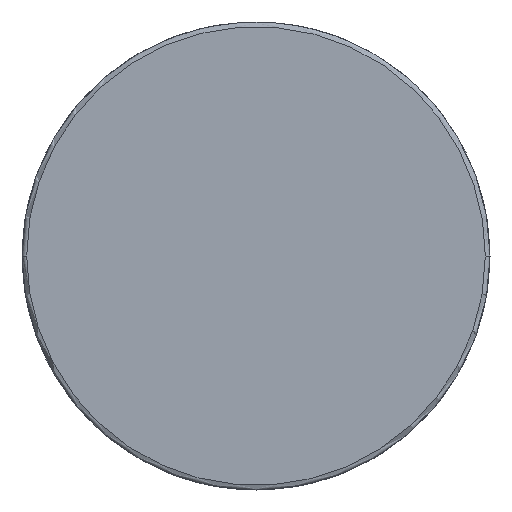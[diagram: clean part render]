
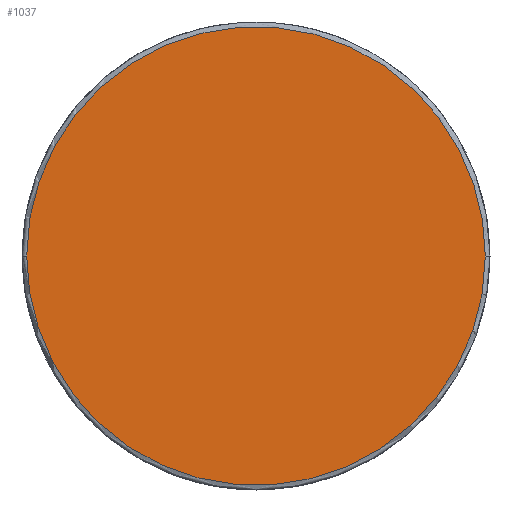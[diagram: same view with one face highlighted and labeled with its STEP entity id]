
A CAD part, front view. The second image highlights one B-rep face of the part: STEP entity #1037.
In plain terms, the highlighted planar face has unit normal (0, -1, 0).
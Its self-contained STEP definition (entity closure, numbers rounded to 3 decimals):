
#36 = CARTESIAN_POINT ( 'NONE',  ( 20.828, -247.3, 97.368 ) ) ;
#54 = CARTESIAN_POINT ( 'NONE',  ( 72.761, -247.3, 73.832 ) ) ;
#60 = CARTESIAN_POINT ( 'NONE',  ( 93.048, -247.3, 49.113 ) ) ;
#87 = B_SPLINE_CURVE_WITH_KNOTS ( 'NONE', 3,
 ( #577, #1908, #1321, #1442, #110, #1621, #1153, #561, #1297, #725, #1602, #130, #1157, #140, #716, #1301, #572, #274, #1626, #437, #718, #843, #1609, #265, #1767, #864, #1919, #853, #1146, #1015, #1893, #1747, #1756, #591 ),
 .UNSPECIFIED., .F., .F.,
 ( 4, 2, 2, 2, 2, 2, 2, 2, 2, 2, 2, 2, 2, 2, 2, 2, 4 ),
 ( 0., 0.031, 0.063, 0.094, 0.125, 0.156, 0.188, 0.219, 0.25, 0.281, 0.313, 0.344, 0.375, 0.406, 0.438, 0.469, 0.5 ),
 .UNSPECIFIED. ) ;
#110 = CARTESIAN_POINT ( 'NONE',  ( 100.995, -247.3, -31.577 ) ) ;
#130 = CARTESIAN_POINT ( 'NONE',  ( 57.113, -247.3, -85.048 ) ) ;
#132 = CARTESIAN_POINT ( 'NONE',  ( -23.577, -247.3, 92.995 ) ) ;
#140 = CARTESIAN_POINT ( 'NONE',  ( 39.577, -247.3, -92.995 ) ) ;
#204 = VERTEX_POINT ( 'NONE', #938 ) ;
#214 = CARTESIAN_POINT ( 'NONE',  ( -89.368, -247.3, 12.828 ) ) ;
#265 = CARTESIAN_POINT ( 'NONE',  ( -51.779, -247.3, -77.921 ) ) ;
#274 = CARTESIAN_POINT ( 'NONE',  ( 1.586, -247.3, -98. ) ) ;
#284 = AXIS2_PLACEMENT_3D ( 'NONE', #1507, #1104, #1706 ) ;
#303 = ORIENTED_EDGE ( 'NONE', *, *, #710, .F. ) ;
#329 = CARTESIAN_POINT ( 'NONE',  ( -17.41, -247.3, 94.866 ) ) ;
#350 = CARTESIAN_POINT ( 'NONE',  ( -90., -247.3, 0. ) ) ;
#423 = CARTESIAN_POINT ( 'NONE',  ( 100.995, -247.3, 31.577 ) ) ;
#437 = CARTESIAN_POINT ( 'NONE',  ( -17.41, -247.3, -94.866 ) ) ;
#484 = CARTESIAN_POINT ( 'NONE',  ( 1.586, -247.3, 98. ) ) ;
#525 = B_SPLINE_CURVE_WITH_KNOTS ( 'NONE', 3,
 ( #350, #646, #214, #1110, #807, #1558, #1536, #1681, #779, #653, #1567, #1901, #1148, #132, #329, #926, #484, #770, #36, #1220, #764, #1062, #1472, #1198, #54, #1401, #1617, #60, #678, #423, #1163, #992, #1337, #1008 ),
 .UNSPECIFIED., .F., .F.,
 ( 4, 2, 2, 2, 2, 2, 2, 2, 2, 2, 2, 2, 2, 2, 2, 2, 4 ),
 ( 0.5, 0.531, 0.563, 0.594, 0.625, 0.656, 0.688, 0.719, 0.75, 0.781, 0.813, 0.844, 0.875, 0.906, 0.938, 0.969, 1. ),
 .UNSPECIFIED. ) ;
#561 = CARTESIAN_POINT ( 'NONE',  ( 85.921, -247.3, -59.779 ) ) ;
#572 = CARTESIAN_POINT ( 'NONE',  ( 14.414, -247.3, -98. ) ) ;
#577 = CARTESIAN_POINT ( 'NONE',  ( 106., -247.3, 0. ) ) ;
#591 = CARTESIAN_POINT ( 'NONE',  ( -90., -247.3, 0. ) ) ;
#646 = CARTESIAN_POINT ( 'NONE',  ( -90., -247.3, 6.414 ) ) ;
#648 = ORIENTED_EDGE ( 'NONE', *, *, #1245, .F. ) ;
#653 = CARTESIAN_POINT ( 'NONE',  ( -56.761, -247.3, 73.832 ) ) ;
#678 = CARTESIAN_POINT ( 'NONE',  ( 96.086, -247.3, 43.429 ) ) ;
#710 = EDGE_CURVE ( 'NONE', #762, #204, #87, .T. ) ;
#716 = CARTESIAN_POINT ( 'NONE',  ( 33.41, -247.3, -94.866 ) ) ;
#718 = CARTESIAN_POINT ( 'NONE',  ( -23.577, -247.3, -92.995 ) ) ;
#725 = CARTESIAN_POINT ( 'NONE',  ( 72.761, -247.3, -73.832 ) ) ;
#748 = CARTESIAN_POINT ( 'NONE',  ( 106., -247.3, 0. ) ) ;
#762 = VERTEX_POINT ( 'NONE', #748 ) ;
#764 = CARTESIAN_POINT ( 'NONE',  ( 39.577, -247.3, 92.995 ) ) ;
#770 = CARTESIAN_POINT ( 'NONE',  ( 14.414, -247.3, 98. ) ) ;
#779 = CARTESIAN_POINT ( 'NONE',  ( -65.832, -247.3, 64.761 ) ) ;
#807 = CARTESIAN_POINT ( 'NONE',  ( -84.995, -247.3, 31.577 ) ) ;
#843 = CARTESIAN_POINT ( 'NONE',  ( -35.429, -247.3, -88.086 ) ) ;
#853 = CARTESIAN_POINT ( 'NONE',  ( -77.048, -247.3, -49.113 ) ) ;
#864 = CARTESIAN_POINT ( 'NONE',  ( -65.832, -247.3, -64.761 ) ) ;
#926 = CARTESIAN_POINT ( 'NONE',  ( -4.828, -247.3, 97.368 ) ) ;
#938 = CARTESIAN_POINT ( 'NONE',  ( -90., -247.3, 0. ) ) ;
#992 = CARTESIAN_POINT ( 'NONE',  ( 105.368, -247.3, 12.828 ) ) ;
#1008 = CARTESIAN_POINT ( 'NONE',  ( 106., -247.3, 0. ) ) ;
#1015 = CARTESIAN_POINT ( 'NONE',  ( -84.995, -247.3, -31.577 ) ) ;
#1037 = ADVANCED_FACE ( 'NONE', ( #1539 ), #1189, .F. ) ;
#1062 = CARTESIAN_POINT ( 'NONE',  ( 51.429, -247.3, 88.086 ) ) ;
#1104 = DIRECTION ( 'NONE',  ( 0., 1., 0. ) ) ;
#1110 = CARTESIAN_POINT ( 'NONE',  ( -86.866, -247.3, 25.41 ) ) ;
#1116 = EDGE_LOOP ( 'NONE', ( #303, #648 ) ) ;
#1146 = CARTESIAN_POINT ( 'NONE',  ( -80.086, -247.3, -43.429 ) ) ;
#1148 = CARTESIAN_POINT ( 'NONE',  ( -35.429, -247.3, 88.086 ) ) ;
#1153 = CARTESIAN_POINT ( 'NONE',  ( 93.048, -247.3, -49.113 ) ) ;
#1157 = CARTESIAN_POINT ( 'NONE',  ( 51.429, -247.3, -88.086 ) ) ;
#1163 = CARTESIAN_POINT ( 'NONE',  ( 102.866, -247.3, 25.41 ) ) ;
#1189 = PLANE ( 'NONE',  #284 ) ;
#1198 = CARTESIAN_POINT ( 'NONE',  ( 67.779, -247.3, 77.921 ) ) ;
#1220 = CARTESIAN_POINT ( 'NONE',  ( 33.41, -247.3, 94.866 ) ) ;
#1245 = EDGE_CURVE ( 'NONE', #204, #762, #525, .T. ) ;
#1297 = CARTESIAN_POINT ( 'NONE',  ( 81.832, -247.3, -64.761 ) ) ;
#1301 = CARTESIAN_POINT ( 'NONE',  ( 20.828, -247.3, -97.368 ) ) ;
#1321 = CARTESIAN_POINT ( 'NONE',  ( 105.368, -247.3, -12.828 ) ) ;
#1337 = CARTESIAN_POINT ( 'NONE',  ( 106., -247.3, 6.414 ) ) ;
#1401 = CARTESIAN_POINT ( 'NONE',  ( 81.832, -247.3, 64.761 ) ) ;
#1442 = CARTESIAN_POINT ( 'NONE',  ( 102.866, -247.3, -25.41 ) ) ;
#1472 = CARTESIAN_POINT ( 'NONE',  ( 57.113, -247.3, 85.048 ) ) ;
#1507 = CARTESIAN_POINT ( 'NONE',  ( 8., -247.3, 0. ) ) ;
#1536 = CARTESIAN_POINT ( 'NONE',  ( -77.048, -247.3, 49.113 ) ) ;
#1539 = FACE_OUTER_BOUND ( 'NONE', #1116, .T. ) ;
#1558 = CARTESIAN_POINT ( 'NONE',  ( -80.086, -247.3, 43.429 ) ) ;
#1567 = CARTESIAN_POINT ( 'NONE',  ( -51.779, -247.3, 77.921 ) ) ;
#1602 = CARTESIAN_POINT ( 'NONE',  ( 67.779, -247.3, -77.921 ) ) ;
#1609 = CARTESIAN_POINT ( 'NONE',  ( -41.113, -247.3, -85.048 ) ) ;
#1617 = CARTESIAN_POINT ( 'NONE',  ( 85.921, -247.3, 59.779 ) ) ;
#1621 = CARTESIAN_POINT ( 'NONE',  ( 96.086, -247.3, -43.429 ) ) ;
#1626 = CARTESIAN_POINT ( 'NONE',  ( -4.828, -247.3, -97.368 ) ) ;
#1681 = CARTESIAN_POINT ( 'NONE',  ( -69.921, -247.3, 59.779 ) ) ;
#1706 = DIRECTION ( 'NONE',  ( 1., 0., 0. ) ) ;
#1747 = CARTESIAN_POINT ( 'NONE',  ( -89.368, -247.3, -12.828 ) ) ;
#1756 = CARTESIAN_POINT ( 'NONE',  ( -90., -247.3, -6.414 ) ) ;
#1767 = CARTESIAN_POINT ( 'NONE',  ( -56.761, -247.3, -73.832 ) ) ;
#1893 = CARTESIAN_POINT ( 'NONE',  ( -86.866, -247.3, -25.41 ) ) ;
#1901 = CARTESIAN_POINT ( 'NONE',  ( -41.113, -247.3, 85.048 ) ) ;
#1908 = CARTESIAN_POINT ( 'NONE',  ( 106., -247.3, -6.414 ) ) ;
#1919 = CARTESIAN_POINT ( 'NONE',  ( -69.921, -247.3, -59.779 ) ) ;
